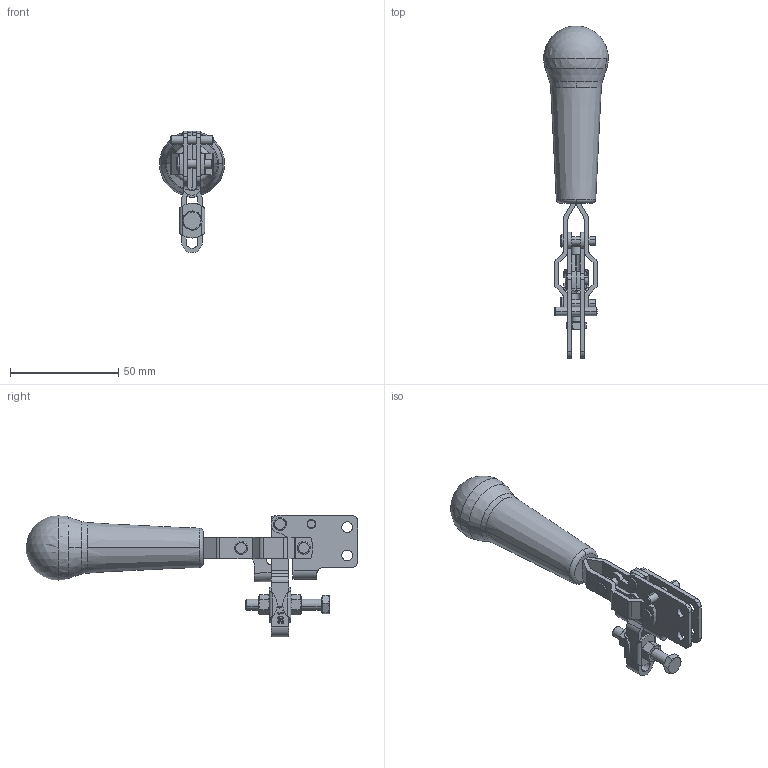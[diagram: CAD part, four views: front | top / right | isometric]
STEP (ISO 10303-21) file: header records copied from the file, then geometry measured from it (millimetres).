
FILE_DESCRIPTION((''),'2;1');
FILE_NAME('201.1.stp','2005-08-29T13:47:30',('CAD'),(''),'Autodesk Inventor 8','Autodesk Inventor 8','');
FILE_SCHEMA(('AUTOMOTIVE_DESIGN { 1 0 10303 214 1 1 1 1 }'));
Length unit declared in the file: millimetre
Products named in the file (1): Part66
Bounding box: 30 x 153.24 x 56 mm (x, y, z)
Volume: 43201.5 mm3; surface area: 17574.4 mm2
Topology: 1 solids, 2 shells, 426 faces, 1165 edges, 744 vertices
Faces by surface type: plane 148, cylinder 131, bspline 77, cone 56, torus 10, sphere 4
Entity records: 15847 total; most frequent: CARTESIAN_POINT 5235, ORIENTED_EDGE 2300, DIRECTION 2168, EDGE_CURVE 1150, AXIS2_PLACEMENT_3D 806, VERTEX_POINT 743, VECTOR 556, LINE 556
